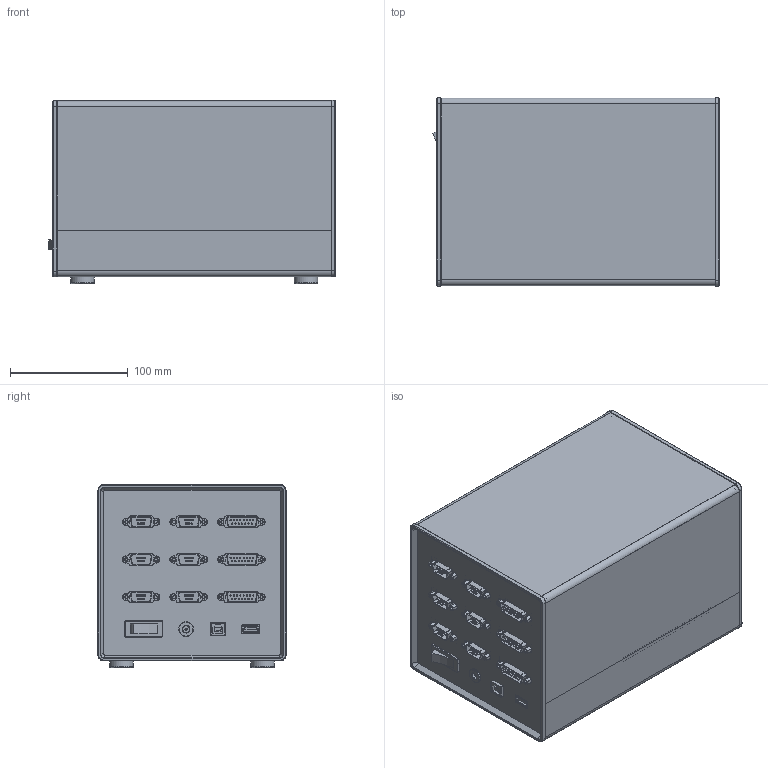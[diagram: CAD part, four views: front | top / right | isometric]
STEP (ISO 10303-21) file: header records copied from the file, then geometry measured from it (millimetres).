
FILE_DESCRIPTION (( 'STEP AP203' ), '1' );
FILE_NAME ('dzqkx160-150-2501.STEP', '2022-09-29T09:59:26', ( '' ), ( '' ), 'SwSTEP 2.0', 'SolidWorks 2020', '' );
FILE_SCHEMA (( 'CONFIG_CONTROL_DESIGN' ));
Products named in the file (1): dzqkx160-150-2501
Bounding box: 243.65 x 160 x 156 mm (x, y, z)
Volume: 311543.1 mm3; surface area: 438099.4 mm2
Topology: 28 solids, 28 shells, 3048 faces, 7911 edges, 5230 vertices
Faces by surface type: plane 2144, cylinder 575, torus 152, bspline 125, cone 52
Full cylindrical faces by diameter (mm): 0.92 x4, 1 x45, 1.09 x99, 1.2 x2, 1.5 x6, 2 x5, 2.5 x18, 3.2 x4, 3.5 x18, 4.5 x6, 5.7 x1, 7 x4, 7.15 x4, 8 x1, 11.5 x1, 12.5 x1, 20 x4
Entity records: 95258 total; most frequent: CARTESIAN_POINT 22233, ORIENTED_EDGE 14894, DIRECTION 14255, EDGE_CURVE 7447, LINE 5727, VECTOR 5727, VERTEX_POINT 5173, AXIS2_PLACEMENT_3D 4264
